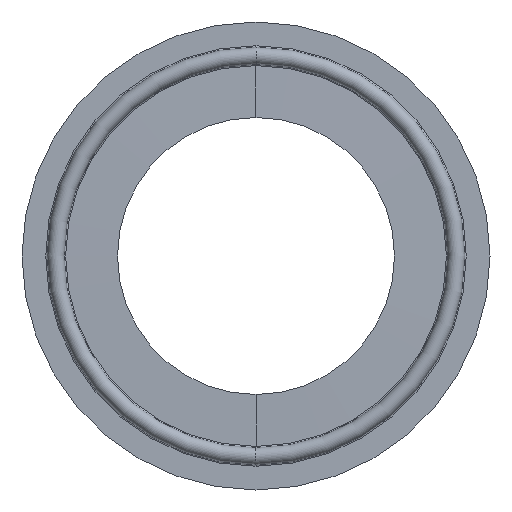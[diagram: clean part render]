
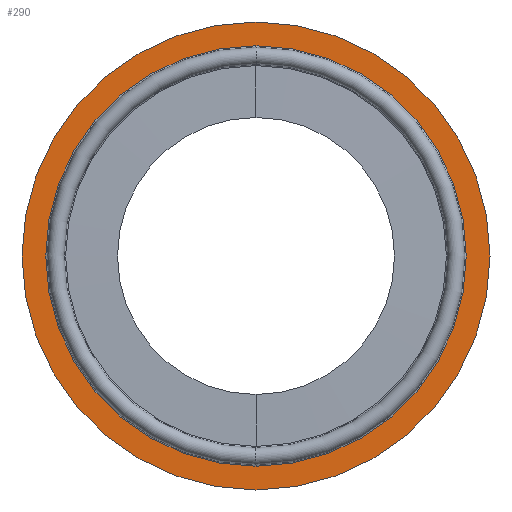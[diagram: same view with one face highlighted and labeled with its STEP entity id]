
A CAD part, left-side view. The second image highlights one B-rep face of the part: STEP entity #290.
In plain terms, the highlighted planar face has unit normal (-1, 0, 0).
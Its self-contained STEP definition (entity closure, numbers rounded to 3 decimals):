
#54 = DIRECTION ( 'NONE',  ( -1., 0., 0. ) ) ;
#78 = DIRECTION ( 'NONE',  ( 1., 0., 0. ) ) ;
#92 = EDGE_CURVE ( 'NONE', #324, #687, #514, .T. ) ;
#95 = AXIS2_PLACEMENT_3D ( 'NONE', #421, #78, #211 ) ;
#105 = CIRCLE ( 'NONE', #611, 29.65 ) ;
#117 = DIRECTION ( 'NONE',  ( 0., 0., 1. ) ) ;
#153 = PLANE ( 'NONE',  #775 ) ;
#211 = DIRECTION ( 'NONE',  ( 0., 0., -1. ) ) ;
#228 = FACE_BOUND ( 'NONE', #531, .T. ) ;
#231 = DIRECTION ( 'NONE',  ( 1., 0., 0. ) ) ;
#235 = ORIENTED_EDGE ( 'NONE', *, *, #730, .T. ) ;
#281 = EDGE_LOOP ( 'NONE', ( #556, #235 ) ) ;
#287 = FACE_OUTER_BOUND ( 'NONE', #281, .T. ) ;
#290 = ADVANCED_FACE ( 'NONE', ( #228, #287 ), #153, .F. ) ;
#308 = EDGE_CURVE ( 'NONE', #639, #733, #105, .T. ) ;
#320 = CARTESIAN_POINT ( 'NONE',  ( -0.9, 0., 0. ) ) ;
#324 = VERTEX_POINT ( 'NONE', #520 ) ;
#341 = CIRCLE ( 'NONE', #723, 33. ) ;
#421 = CARTESIAN_POINT ( 'NONE',  ( -0.9, 0., 0. ) ) ;
#429 = DIRECTION ( 'NONE',  ( 0., 0., -1. ) ) ;
#458 = DIRECTION ( 'NONE',  ( 1., 0., 0. ) ) ;
#470 = DIRECTION ( 'NONE',  ( 0., 0., 1. ) ) ;
#480 = CARTESIAN_POINT ( 'NONE',  ( -0.9, 0., 29.65 ) ) ;
#482 = CIRCLE ( 'NONE', #95, 29.65 ) ;
#514 = CIRCLE ( 'NONE', #637, 33. ) ;
#520 = CARTESIAN_POINT ( 'NONE',  ( -0.9, 0., 33. ) ) ;
#531 = EDGE_LOOP ( 'NONE', ( #774, #864 ) ) ;
#543 = CARTESIAN_POINT ( 'NONE',  ( -0.9, 0., -29.65 ) ) ;
#553 = CARTESIAN_POINT ( 'NONE',  ( -0.9, 0., -33. ) ) ;
#556 = ORIENTED_EDGE ( 'NONE', *, *, #92, .T. ) ;
#588 = EDGE_CURVE ( 'NONE', #733, #639, #482, .T. ) ;
#611 = AXIS2_PLACEMENT_3D ( 'NONE', #716, #458, #614 ) ;
#614 = DIRECTION ( 'NONE',  ( 0., 0., -1. ) ) ;
#637 = AXIS2_PLACEMENT_3D ( 'NONE', #686, #54, #470 ) ;
#639 = VERTEX_POINT ( 'NONE', #480 ) ;
#650 = CARTESIAN_POINT ( 'NONE',  ( -0.9, 29.45, 0. ) ) ;
#686 = CARTESIAN_POINT ( 'NONE',  ( -0.9, 0., 0. ) ) ;
#687 = VERTEX_POINT ( 'NONE', #553 ) ;
#693 = DIRECTION ( 'NONE',  ( -1., 0., 0. ) ) ;
#716 = CARTESIAN_POINT ( 'NONE',  ( -0.9, 0., 0. ) ) ;
#723 = AXIS2_PLACEMENT_3D ( 'NONE', #320, #693, #117 ) ;
#730 = EDGE_CURVE ( 'NONE', #687, #324, #341, .T. ) ;
#733 = VERTEX_POINT ( 'NONE', #543 ) ;
#774 = ORIENTED_EDGE ( 'NONE', *, *, #588, .T. ) ;
#775 = AXIS2_PLACEMENT_3D ( 'NONE', #650, #231, #429 ) ;
#864 = ORIENTED_EDGE ( 'NONE', *, *, #308, .T. ) ;
